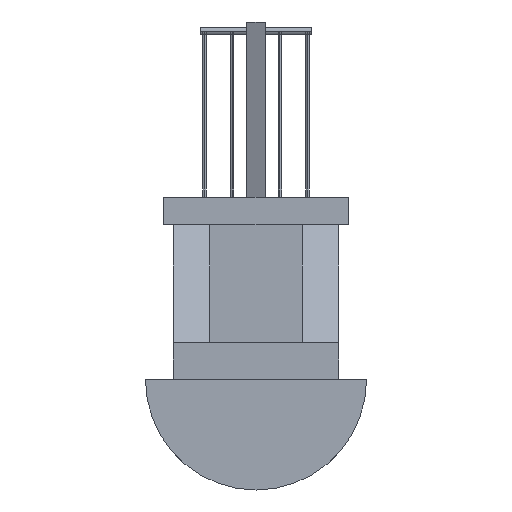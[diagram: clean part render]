
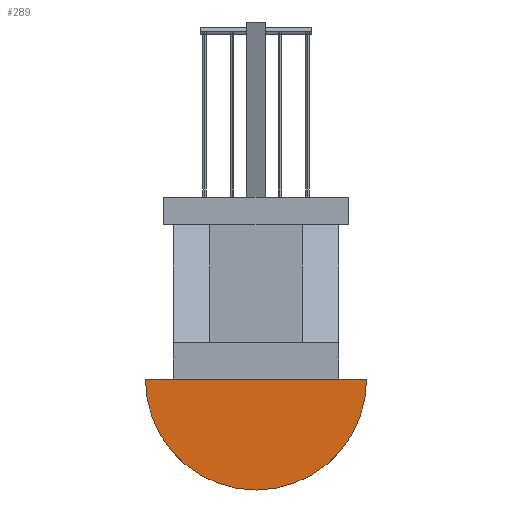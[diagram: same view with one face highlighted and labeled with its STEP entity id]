
A CAD part, left-side view. The second image highlights one B-rep face of the part: STEP entity #289.
In plain terms, the highlighted planar face has unit normal (-1, 0, 0).
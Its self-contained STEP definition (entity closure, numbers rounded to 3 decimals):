
#289=ADVANCED_FACE('',(#524),#525,.T.);
#524=FACE_OUTER_BOUND('',#781,.T.);
#525=PLANE('',#782);
#781=EDGE_LOOP('',(#1202,#1203,#1204));
#782=AXIS2_PLACEMENT_3D('',#1205,#1206,#1207);
#1202=ORIENTED_EDGE('',*,*,#1477,.T.);
#1203=ORIENTED_EDGE('',*,*,#1472,.T.);
#1204=ORIENTED_EDGE('',*,*,#1485,.T.);
#1205=CARTESIAN_POINT('',(-300.0,0.0,0.0));
#1206=DIRECTION('',(-1.0,0.0,0.0));
#1207=DIRECTION('',(0.0,0.0,1.0));
#1472=EDGE_CURVE('',#1725,#1723,#1726,.T.);
#1477=EDGE_CURVE('',#1731,#1725,#1732,.T.);
#1485=EDGE_CURVE('',#1723,#1731,#1740,.T.);
#1723=VERTEX_POINT('',#2088);
#1725=VERTEX_POINT('',#2091);
#1726=CIRCLE('',#2092,60.0);
#1731=VERTEX_POINT('',#2098);
#1732=LINE('',#2099,#2100);
#1740=CIRCLE('',#2111,60.0);
#2088=CARTESIAN_POINT('',(-300.0,0.,-60.0));
#2091=CARTESIAN_POINT('',(-300.0,60.0,0.0));
#2092=AXIS2_PLACEMENT_3D('',#2323,#2324,#2325);
#2098=CARTESIAN_POINT('',(-300.0,-60.0,0.0));
#2099=CARTESIAN_POINT('',(-300.0,0.0,0.0));
#2100=VECTOR('',#2330,1.0);
#2111=AXIS2_PLACEMENT_3D('',#2334,#2335,#2336);
#2323=CARTESIAN_POINT('',(-300.0,0.0,0.0));
#2324=DIRECTION('',(-1.0,0.0,0.0));
#2325=DIRECTION('',(0.0,0.0,-1.0));
#2330=DIRECTION('',(0.0,1.0,-0.0));
#2334=CARTESIAN_POINT('',(-300.0,0.0,0.0));
#2335=DIRECTION('',(-1.0,0.0,0.0));
#2336=DIRECTION('',(0.0,0.0,-1.0));
